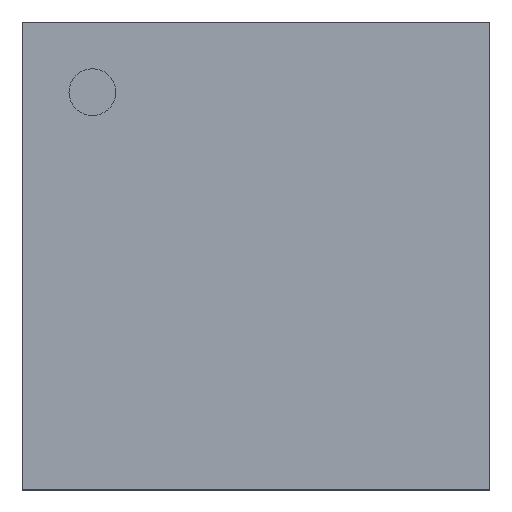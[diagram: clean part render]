
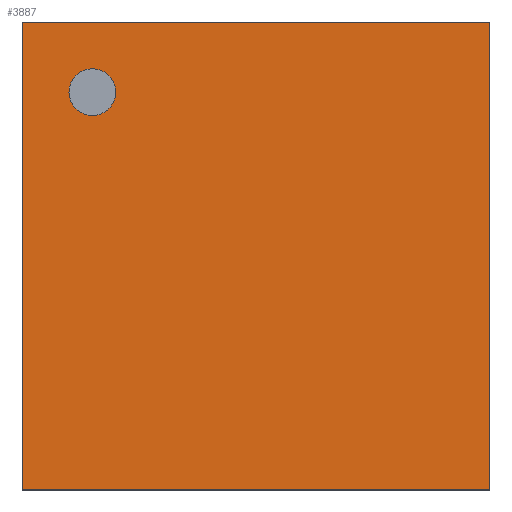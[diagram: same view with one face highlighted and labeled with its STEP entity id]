
A CAD part, top view. The second image highlights one B-rep face of the part: STEP entity #3887.
In plain terms, the highlighted planar face has unit normal (0, 0, 1).
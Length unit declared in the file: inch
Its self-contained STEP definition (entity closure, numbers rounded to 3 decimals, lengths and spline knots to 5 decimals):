
#12 = LINE ( 'NONE', #13, #2867 ) ;
#13 = CARTESIAN_POINT ( 'NONE',  ( 0., 0.07874, 0.03937 ) ) ;
#26 = DIRECTION ( 'NONE',  ( 1., 0., 0. ) ) ;
#70 = VECTOR ( 'NONE', #2649, 39.37008 ) ;
#161 = PLANE ( 'NONE',  #1383 ) ;
#265 = CARTESIAN_POINT ( 'NONE',  ( 0.07874, 0., 0.03937 ) ) ;
#321 = ORIENTED_EDGE ( 'NONE', *, *, #2642, .T. ) ;
#419 = ORIENTED_EDGE ( 'NONE', *, *, #681, .F. ) ;
#482 = DIRECTION ( 'NONE',  ( 1., 0., 0. ) ) ;
#499 = CARTESIAN_POINT ( 'NONE',  ( 0., 0.07874, 0.03937 ) ) ;
#624 = CARTESIAN_POINT ( 'NONE',  ( 0., 0., 0.03937 ) ) ;
#681 = EDGE_CURVE ( 'NONE', #2793, #4050, #12, .T. ) ;
#696 = EDGE_LOOP ( 'NONE', ( #1167, #419, #2886, #321 ) ) ;
#711 = DIRECTION ( 'NONE',  ( 0., 0., -1. ) ) ;
#744 = CARTESIAN_POINT ( 'NONE',  ( 0., 0., 0.03937 ) ) ;
#833 = DIRECTION ( 'NONE',  ( 0., 0., 1. ) ) ;
#891 = VERTEX_POINT ( 'NONE', #265 ) ;
#1039 = EDGE_CURVE ( 'NONE', #4050, #891, #1159, .T. ) ;
#1044 = CARTESIAN_POINT ( 'NONE',  ( 0.01181, 0.06693, 0.03937 ) ) ;
#1046 = VECTOR ( 'NONE', #2968, 39.37008 ) ;
#1105 = DIRECTION ( 'NONE',  ( 0., -1., 0. ) ) ;
#1107 = VECTOR ( 'NONE', #1105, 39.37008 ) ;
#1159 = LINE ( 'NONE', #1424, #1107 ) ;
#1167 = ORIENTED_EDGE ( 'NONE', *, *, #1039, .F. ) ;
#1208 = CARTESIAN_POINT ( 'NONE',  ( 0., 0., 0.03937 ) ) ;
#1229 = FACE_BOUND ( 'NONE', #3095, .T. ) ;
#1329 = DIRECTION ( 'NONE',  ( 0., 0., -1. ) ) ;
#1334 = LINE ( 'NONE', #624, #70 ) ;
#1383 = AXIS2_PLACEMENT_3D ( 'NONE', #1208, #833, #482 ) ;
#1403 = EDGE_CURVE ( 'NONE', #2963, #3999, #2254, .T. ) ;
#1424 = CARTESIAN_POINT ( 'NONE',  ( 0.07874, 0., 0.03937 ) ) ;
#1612 = VERTEX_POINT ( 'NONE', #744 ) ;
#1674 = AXIS2_PLACEMENT_3D ( 'NONE', #1044, #711, #26 ) ;
#1831 = AXIS2_PLACEMENT_3D ( 'NONE', #3658, #1329, #2641 ) ;
#1892 = LINE ( 'NONE', #3281, #1046 ) ;
#1957 = ORIENTED_EDGE ( 'NONE', *, *, #2004, .T. ) ;
#2004 = EDGE_CURVE ( 'NONE', #3999, #2963, #3458, .T. ) ;
#2254 = CIRCLE ( 'NONE', #1831, 0.00394 ) ;
#2613 = EDGE_CURVE ( 'NONE', #2793, #1612, #1892, .T. ) ;
#2641 = DIRECTION ( 'NONE',  ( 1., 0., 0. ) ) ;
#2642 = EDGE_CURVE ( 'NONE', #1612, #891, #1334, .T. ) ;
#2649 = DIRECTION ( 'NONE',  ( 1., 0., 0. ) ) ;
#2656 = CARTESIAN_POINT ( 'NONE',  ( 0.07874, 0.07874, 0.03937 ) ) ;
#2793 = VERTEX_POINT ( 'NONE', #499 ) ;
#2867 = VECTOR ( 'NONE', #4312, 39.37008 ) ;
#2886 = ORIENTED_EDGE ( 'NONE', *, *, #2613, .T. ) ;
#2898 = CARTESIAN_POINT ( 'NONE',  ( 0.00787, 0.06693, 0.03937 ) ) ;
#2945 = FACE_OUTER_BOUND ( 'NONE', #696, .T. ) ;
#2963 = VERTEX_POINT ( 'NONE', #4210 ) ;
#2968 = DIRECTION ( 'NONE',  ( 0., -1., 0. ) ) ;
#3095 = EDGE_LOOP ( 'NONE', ( #3099, #1957 ) ) ;
#3099 = ORIENTED_EDGE ( 'NONE', *, *, #1403, .T. ) ;
#3281 = CARTESIAN_POINT ( 'NONE',  ( 0., 0., 0.03937 ) ) ;
#3458 = CIRCLE ( 'NONE', #1674, 0.00394 ) ;
#3658 = CARTESIAN_POINT ( 'NONE',  ( 0.01181, 0.06693, 0.03937 ) ) ;
#3887 = ADVANCED_FACE ( 'NONE', ( #1229, #2945 ), #161, .T. ) ;
#3999 = VERTEX_POINT ( 'NONE', #2898 ) ;
#4050 = VERTEX_POINT ( 'NONE', #2656 ) ;
#4210 = CARTESIAN_POINT ( 'NONE',  ( 0.01575, 0.06693, 0.03937 ) ) ;
#4312 = DIRECTION ( 'NONE',  ( 1., 0., 0. ) ) ;
